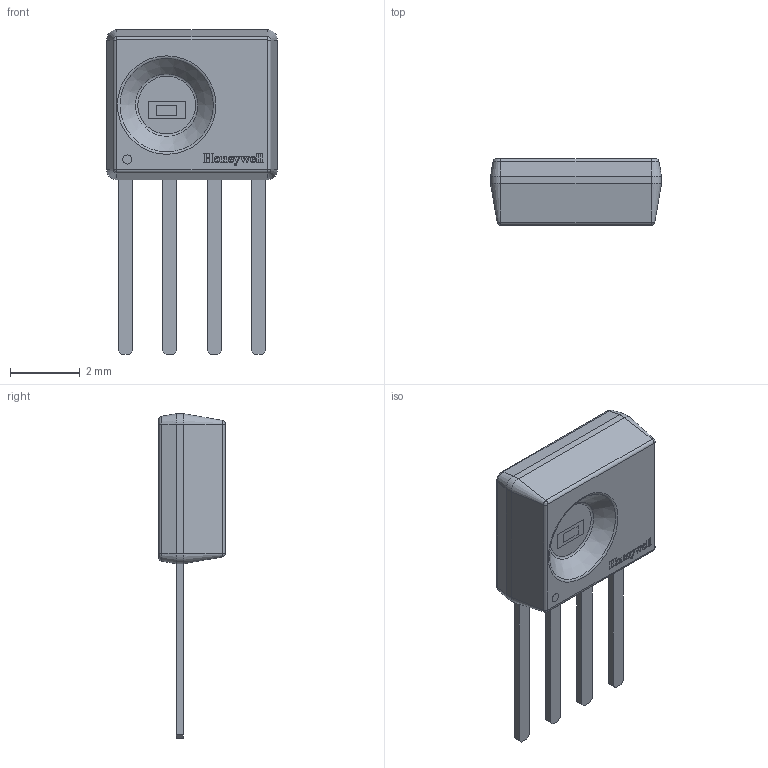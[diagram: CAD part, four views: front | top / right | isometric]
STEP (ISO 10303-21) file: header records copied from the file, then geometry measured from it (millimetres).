
FILE_DESCRIPTION(/* description */ (''),/* implementation_level */ '2;1');
FILE_NAME(/* name */ '1.stp',/* time_stamp */ '2021-06-30T12:30:29+02:00',/* author */ ('k'),/* organization */ (''),/* preprocessor_version */ 'ST-DEVELOPER v15.6',/* originating_system */ 'Autodesk Inventor 2015',/* authorisation */ '');
FILE_SCHEMA (('AUTOMOTIVE_DESIGN { 1 0 10303 214 3 1 1 }'));
Products named in the file (6): 1; 2; 3; 4; Honeywell  logo
Bounding box: 4.9 x 1.91 x 9.3 mm (x, y, z)
Volume: 37 mm3; surface area: 99.8 mm2
Topology: 17 solids, 17 shells, 324 faces, 830 edges, 542 vertices
Faces by surface type: plane 194, bspline 102, cylinder 13, cone 9, torus 6
Full cylindrical faces by diameter (mm): 0.26 x1
Entity records: 10158 total; most frequent: CARTESIAN_POINT 2813, ORIENTED_EDGE 1652, DIRECTION 1142, EDGE_CURVE 826, LINE 584, VECTOR 584, VERTEX_POINT 542, EDGE_LOOP 338
